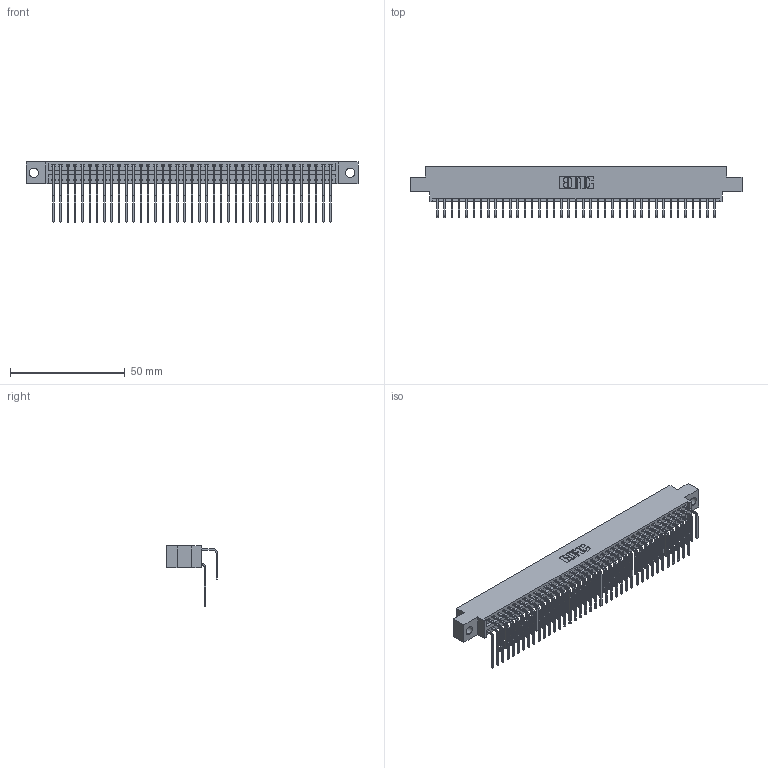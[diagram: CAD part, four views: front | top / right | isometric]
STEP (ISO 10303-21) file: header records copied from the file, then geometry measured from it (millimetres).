
FILE_DESCRIPTION (( 'STEP AP203' ), '1' );
FILE_NAME ('396-078-558-804.STEP', '2019-11-03T12:19:47', ( '' ), ( '' ), 'SwSTEP 2.0', 'SolidWorks 2016', '' );
FILE_SCHEMA (( 'CONFIG_CONTROL_DESIGN' ));
Length unit declared in the file: inch
Products named in the file (4): 345-292-001_558 559 Tail - 1; 396-078-558-804; 345-292-001_558 Tail - 2; 346 Part_0.170 Offset - 0.156 Dia-TH
Assembly tree (79 placements, depth 2):
  396-078-558-804
    346 Part_0.170 Offset - 0.156 Dia-TH
    345-292-001_558 559 Tail - 1  x39
    345-292-001_558 Tail - 2  x39
Bounding box: 144.4 x 22.16 x 26.16 mm (x, y, z)
Volume: 14264.9 mm3; surface area: 21712.5 mm2
Topology: 79 solids, 79 shells, 4338 faces, 12899 edges, 8494 vertices
Faces by surface type: plane 2966, cylinder 1372
Entity records: 27775 total; most frequent: CARTESIAN_POINT 4635, ORIENTED_EDGE 4518, DIRECTION 4107, EDGE_CURVE 2259, LINE 1931, VECTOR 1931, VERTEX_POINT 1502, AXIS2_PLACEMENT_3D 1088
